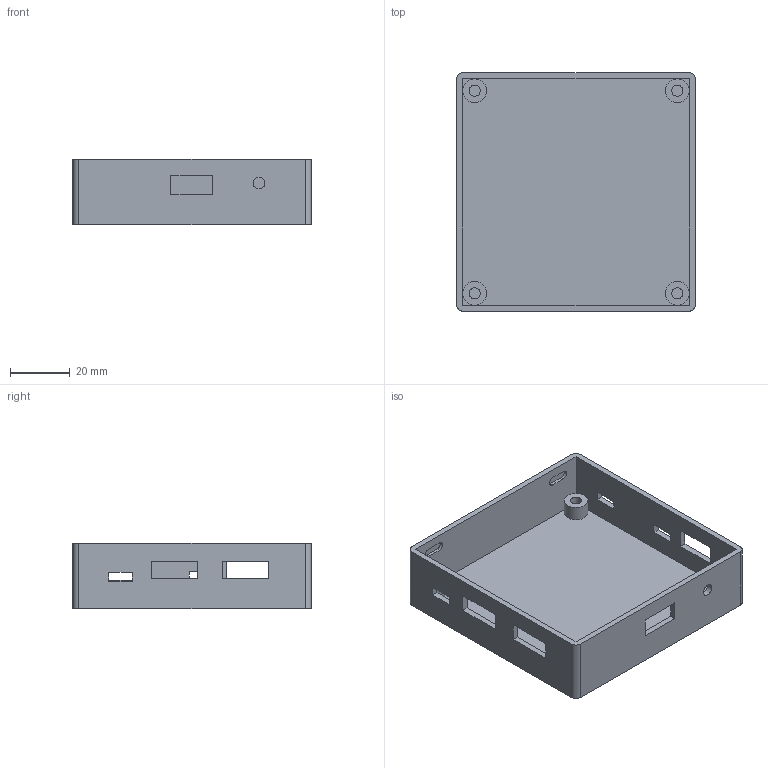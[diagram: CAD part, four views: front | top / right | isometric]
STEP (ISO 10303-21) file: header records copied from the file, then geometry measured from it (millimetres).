
FILE_DESCRIPTION(('FreeCAD Model'),'2;1');
FILE_NAME('Open CASCADE Shape Model','2022-12-12T14:26:02',(''),(''), 'Open CASCADE STEP processor 7.6','FreeCAD','Unknown');
FILE_SCHEMA(('AUTOMOTIVE_DESIGN { 1 0 10303 214 1 1 1 1 }'));
Length unit declared in the file: millimetre
Products named in the file (1): Bottom
Bounding box: 80 x 80 x 22 mm (x, y, z)
Volume: 30772 mm3; surface area: 25937.8 mm2
Topology: 1 solids, 1 shells, 90 faces, 221 edges, 142 vertices
Faces by surface type: plane 63, cylinder 27
Full cylindrical faces by diameter (mm): 3.75 x4, 3.96 x1
Entity records: 2685 total; most frequent: DIRECTION 457, CARTESIAN_POINT 454, ORIENTED_EDGE 442, EDGE_CURVE 221, LINE 167, VECTOR 167, AXIS2_PLACEMENT_3D 145, VERTEX_POINT 142
